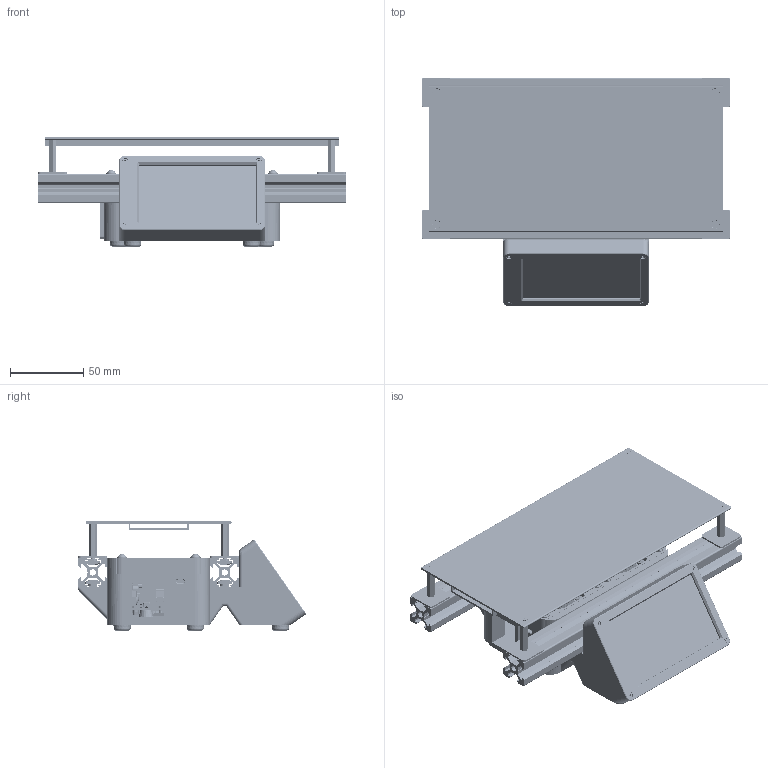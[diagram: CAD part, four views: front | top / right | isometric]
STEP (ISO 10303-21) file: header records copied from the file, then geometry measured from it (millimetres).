
FILE_DESCRIPTION(/* description */ (''),/* implementation_level */ '2;1');
FILE_NAME(/* name */ 'PCB-Heater_2.step',/* time_stamp */ '2023-02-12T03:31:28+03:00',/* author */ (''),/* organization */ (''),/* preprocessor_version */ 'ST-DEVELOPER v19.2',/* originating_system */ 'Autodesk Translation Framework v11.17.0.187',/* authorisation */ '');
FILE_SCHEMA (('AUTOMOTIVE_DESIGN { 1 0 10303 214 3 1 1 }'));
Products named in the file (125): PCB-Heater_2; 2020 v-slot 230mm aluminium extrusion v2; Plate; Heater plate; Brass standoff; Washer-plate; M3x6 Flat Head Screw; T_Slot_Nut_Dropin_2020 m3 v1; Fan 6010; Fan 6010_1; Fan_Case___ _________; Fan___ _________; Open-smart 3.5 LCD; PCB; foam; LCD Plastic Back; Glass; frame; Display cover; Enclosure; Threaded inserts; M3 Threaded Insert v1; Power switch frame; Fasteners; M5x10 BHCS; T_Slot_Nut_Dropin_2020 m5; M2x12 socket head; M3x16 BHCS; M3 washer; Legs; Rubber round leg; pcb-heater_PCB2; TerminalBlock_Phoenix_PT-1,5-2-5.0-H_1x02_P5.00mm_Horizontal; R_0805_2012Metric; C_0805_2012Metric; JST_XH_B2B-XH-A_1x02_P2.50mm_Vertical; Crystal_HC49-4H_Vertical; SOLID (4); SOT-23; PinHeader_2x07_P1.27mm_Vertical_SMD ...
Assembly tree (212 placements, depth 4):
  PCB-Heater_2
    2020 v-slot 230mm aluminium extrusion v2  x2
    Plate
      Heater plate
      Brass standoff  x4
      Washer-plate  x4
      M3x6 Flat Head Screw  x4
      T_Slot_Nut_Dropin_2020 m3 v1  x4
    Fan 6010
      Fan_Case___ _________
      Fan___ _________
    Fan 6010_1
      Fan_Case___ _________
      Fan___ _________
    Open-smart 3.5 LCD
      PCB
      foam
      LCD Plastic Back
      Glass
      frame
    Display cover
    Enclosure
      Threaded inserts
        M3 Threaded Insert v1  x10
    Power switch frame
    Fasteners
      M5x10 BHCS  x4
      T_Slot_Nut_Dropin_2020 m5  x4
      M2x12 socket head  x4
      M3x16 BHCS  x6
      M3 washer  x6
    Legs
      Rubber round leg  x6
    pcb-heater_PCB2
      TerminalBlock_Phoenix_PT-1,5-2-5.0-H_1x02_P5.00mm_Horizontal
        SOLID
      R_0805_2012Metric
        SOLID (1)
      C_0805_2012Metric
        SOLID (2)
      JST_XH_B2B-XH-A_1x02_P2.50mm_Vertical
        SOLID (3)
      Crystal_HC49-4H_Vertical
        SOLID (4)
      SOT-23
        SOLID (5)
      PinHeader_2x07_P1.27mm_Vertical_SMD
        SOLID (6)
      Hi-Link_HLK_5W
        COMPOUND
      PinHeader_1x03_P2.54mm_Vertical
        SOLID (7)
      L_Commonmode_7x8mm
        COMPOUND (1)
      JST_PH_B8B-PH-K_1x08_P2.00mm_Vertical
        SOLID (8)
      L_0805_2012Metric
        SOLID (9)
      LED_0805_2012Metric
        SOLID (10)
Bounding box: 210 x 155.19 x 74.4 mm (x, y, z)
Volume: 357368.2 mm3; surface area: 326488.1 mm2
Topology: 153 solids, 156 shells, 10810 faces, 29205 edges, 18935 vertices
Faces by surface type: plane 5458, cylinder 3447, bspline 1599, cone 264, sphere 22, torus 20
Full cylindrical faces by diameter (mm): 0.2 x4, 0.5 x36, 0.6 x5, 0.7 x4, 0.72 x2, 0.743 x1, 0.75 x16, 0.8 x8, 0.864 x1, 1 x39, 1.1 x3, 1.2 x4, 1.3 x6, 1.48 x112, 1.95 x4, 2 x112, 2.1 x4, 2.2 x8, 2.35 x202, 2.356 x12, 2.529 x44, 2.927 x24, 3 x232, 3.086 x36, 3.2 x10, 3.6 x10, 3.7 x4, 3.735 x1, 3.8 x10, 3.961 x52
Entity records: 190211 total; most frequent: CARTESIAN_POINT 59695, ORIENTED_EDGE 26512, DIRECTION 25328, EDGE_CURVE 13258, LINE 9590, VECTOR 9590, VERTEX_POINT 8494, AXIS2_PLACEMENT_3D 7869
